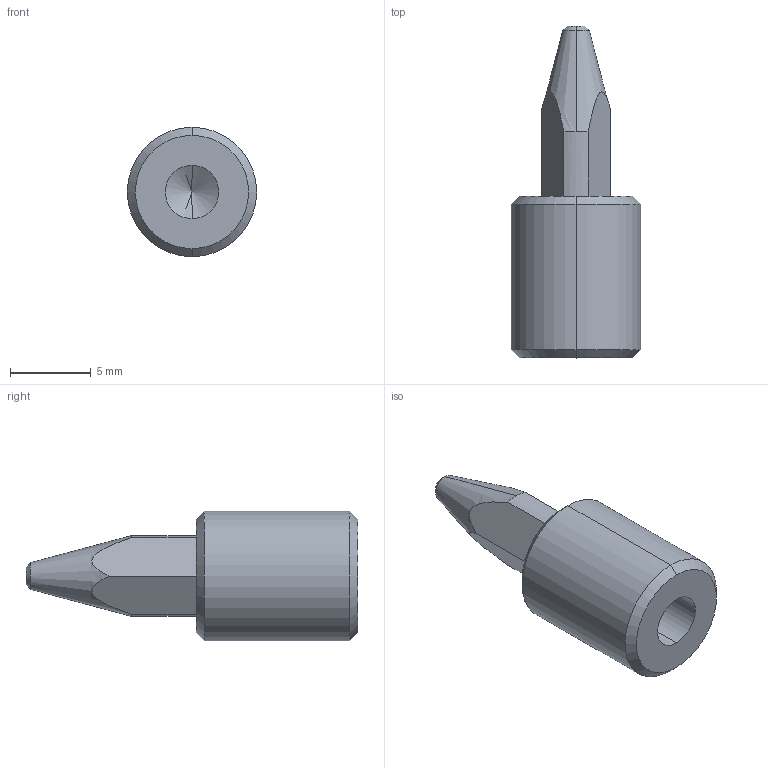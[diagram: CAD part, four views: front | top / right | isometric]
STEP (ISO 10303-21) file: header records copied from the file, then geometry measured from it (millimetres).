
FILE_DESCRIPTION (( 'STEP AP214' ), '1' );
FILE_NAME ('Centreur cylindrique dépincé.STEP', '2017-09-20T14:35:27', ( '' ), ( '' ), 'SwSTEP 2.0', 'SolidWorks 2016', '' );
FILE_SCHEMA (( 'AUTOMOTIVE_DESIGN' ));
Length unit declared in the file: millimetre
Products named in the file (1): Centreur cylindrique dépincé
Bounding box: 8 x 20.53 x 8 mm (x, y, z)
Volume: 534.9 mm3; surface area: 531.1 mm2
Topology: 1 solids, 1 shells, 24 faces, 54 edges, 32 vertices
Faces by surface type: cone 10, cylinder 7, plane 7
Entity records: 787 total; most frequent: CARTESIAN_POINT 193, DIRECTION 121, ORIENTED_EDGE 104, EDGE_CURVE 52, AXIS2_PLACEMENT_3D 48, VERTEX_POINT 32, EDGE_LOOP 26, LINE 25
